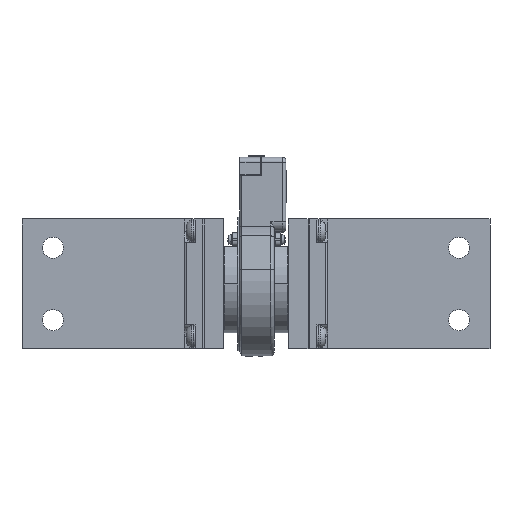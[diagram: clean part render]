
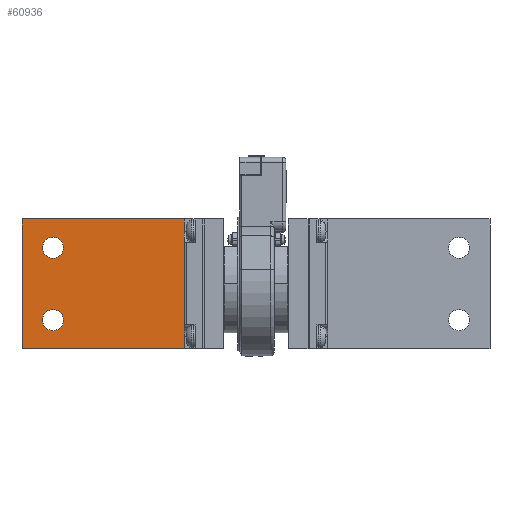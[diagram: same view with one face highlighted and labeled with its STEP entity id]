
A CAD part, left-side view. The second image highlights one B-rep face of the part: STEP entity #60936.
In plain terms, the highlighted planar face has unit normal (-1, 0, 0).
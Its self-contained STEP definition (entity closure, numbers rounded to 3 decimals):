
#55776=CARTESIAN_POINT('Vertex',(-22.35,48.371,-40.)) ;
#55779=CARTESIAN_POINT('Line Origine',(-22.35,100.871,-40.)) ;
#55783=CARTESIAN_POINT('Vertex',(-22.35,153.371,-40.)) ;
#56693=CARTESIAN_POINT('Vertex',(-22.35,153.371,40.)) ;
#56696=CARTESIAN_POINT('Line Origine',(-22.35,100.871,40.)) ;
#56700=CARTESIAN_POINT('Vertex',(-22.35,48.371,40.)) ;
#59771=CARTESIAN_POINT('Line Origine',(-22.35,48.371,0.)) ;
#60786=CARTESIAN_POINT('Line Origine',(-22.35,153.371,0.)) ;
#60821=CARTESIAN_POINT('Vertex',(-22.35,140.821,22.225)) ;
#60824=CARTESIAN_POINT('Axis2P3D Location',(-22.35,134.321,22.225)) ;
#60828=CARTESIAN_POINT('Vertex',(-22.35,127.821,22.225)) ;
#60848=CARTESIAN_POINT('Axis2P3D Location',(-22.35,134.321,22.225)) ;
#60878=CARTESIAN_POINT('Vertex',(-22.35,140.821,-22.225)) ;
#60881=CARTESIAN_POINT('Axis2P3D Location',(-22.35,134.321,-22.225)) ;
#60885=CARTESIAN_POINT('Vertex',(-22.35,127.821,-22.225)) ;
#60905=CARTESIAN_POINT('Axis2P3D Location',(-22.35,134.321,-22.225)) ;
#60917=CARTESIAN_POINT('Axis2P3D Location',(-22.35,48.371,-40.)) ;
#55780=DIRECTION('Vector Direction',(0.,1.,0.)) ;
#56697=DIRECTION('Vector Direction',(0.,-1.,0.)) ;
#59772=DIRECTION('Vector Direction',(0.,0.,-1.)) ;
#60787=DIRECTION('Vector Direction',(0.,0.,1.)) ;
#60825=DIRECTION('Axis2P3D Direction',(1.,0.,0.)) ;
#60849=DIRECTION('Axis2P3D Direction',(1.,0.,0.)) ;
#60882=DIRECTION('Axis2P3D Direction',(1.,0.,0.)) ;
#60906=DIRECTION('Axis2P3D Direction',(1.,0.,0.)) ;
#60918=DIRECTION('Axis2P3D Direction',(1.,0.,0.)) ;
#60919=DIRECTION('Axis2P3D XDirection',(0.,1.,0.)) ;
#60826=AXIS2_PLACEMENT_3D('Circle Axis2P3D',#60824,#60825,$) ;
#60850=AXIS2_PLACEMENT_3D('Circle Axis2P3D',#60848,#60849,$) ;
#60883=AXIS2_PLACEMENT_3D('Circle Axis2P3D',#60881,#60882,$) ;
#60907=AXIS2_PLACEMENT_3D('Circle Axis2P3D',#60905,#60906,$) ;
#60920=AXIS2_PLACEMENT_3D('Plane Axis2P3D',#60917,#60918,#60919) ;
#60923=ORIENTED_EDGE('',*,*,#59775,.F.) ;
#60924=ORIENTED_EDGE('',*,*,#56702,.F.) ;
#60925=ORIENTED_EDGE('',*,*,#60790,.F.) ;
#60926=ORIENTED_EDGE('',*,*,#55785,.F.) ;
#60929=ORIENTED_EDGE('',*,*,#60852,.T.) ;
#60930=ORIENTED_EDGE('',*,*,#60830,.T.) ;
#60933=ORIENTED_EDGE('',*,*,#60909,.T.) ;
#60934=ORIENTED_EDGE('',*,*,#60887,.T.) ;
#60931=FACE_BOUND('',#60928,.T.) ;
#60935=FACE_BOUND('',#60932,.T.) ;
#55781=VECTOR('Line Direction',#55780,1.) ;
#56698=VECTOR('Line Direction',#56697,1.) ;
#59773=VECTOR('Line Direction',#59772,1.) ;
#60788=VECTOR('Line Direction',#60787,1.) ;
#60936=ADVANCED_FACE('PartBody',(#60927,#60931,#60935),#60921,.F.) ;
#60827=CIRCLE('generated circle',#60826,6.5) ;
#60851=CIRCLE('generated circle',#60850,6.5) ;
#60884=CIRCLE('generated circle',#60883,6.5) ;
#60908=CIRCLE('generated circle',#60907,6.5) ;
#55785=EDGE_CURVE('',#55777,#55784,#55782,.T.) ;
#56702=EDGE_CURVE('',#56694,#56701,#56699,.T.) ;
#59775=EDGE_CURVE('',#56701,#55777,#59774,.T.) ;
#60790=EDGE_CURVE('',#55784,#56694,#60789,.T.) ;
#60830=EDGE_CURVE('',#60829,#60822,#60827,.T.) ;
#60852=EDGE_CURVE('',#60822,#60829,#60851,.T.) ;
#60887=EDGE_CURVE('',#60886,#60879,#60884,.T.) ;
#60909=EDGE_CURVE('',#60879,#60886,#60908,.T.) ;
#60922=EDGE_LOOP('',(#60923,#60924,#60925,#60926)) ;
#60928=EDGE_LOOP('',(#60929,#60930)) ;
#60932=EDGE_LOOP('',(#60933,#60934)) ;
#60927=FACE_OUTER_BOUND('',#60922,.T.) ;
#55782=LINE('Line',#55779,#55781) ;
#56699=LINE('Line',#56696,#56698) ;
#59774=LINE('Line',#59771,#59773) ;
#60789=LINE('Line',#60786,#60788) ;
#60921=PLANE('',#60920) ;
#55777=VERTEX_POINT('',#55776) ;
#55784=VERTEX_POINT('',#55783) ;
#56694=VERTEX_POINT('',#56693) ;
#56701=VERTEX_POINT('',#56700) ;
#60822=VERTEX_POINT('',#60821) ;
#60829=VERTEX_POINT('',#60828) ;
#60879=VERTEX_POINT('',#60878) ;
#60886=VERTEX_POINT('',#60885) ;
